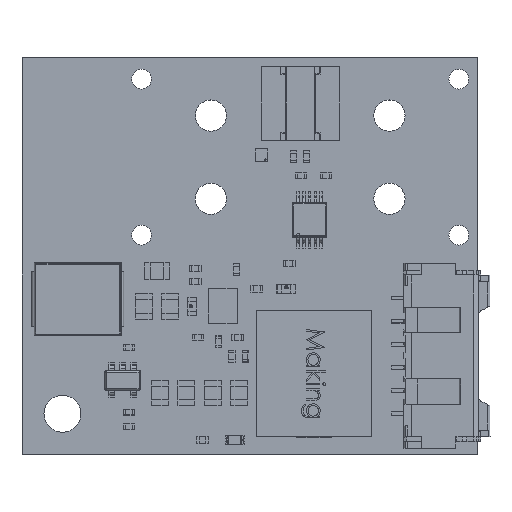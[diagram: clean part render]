
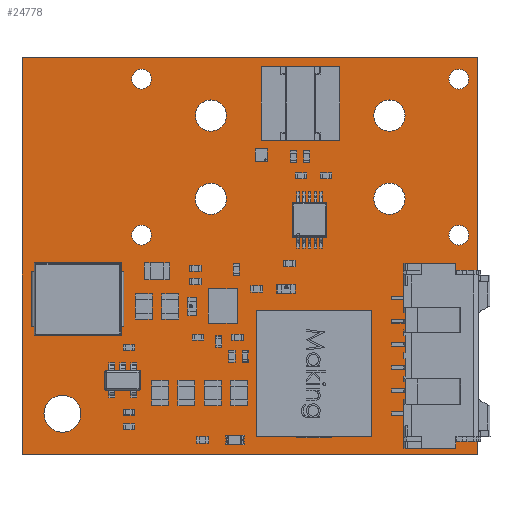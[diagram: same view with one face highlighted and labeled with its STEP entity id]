
A CAD part, top view. The second image highlights one B-rep face of the part: STEP entity #24778.
In plain terms, the highlighted planar face has unit normal (0, 0, 1).
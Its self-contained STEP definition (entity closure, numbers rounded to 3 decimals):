
#1156=FACE_BOUND('',#3239,.T.);
#1157=FACE_BOUND('',#3240,.T.);
#1158=FACE_BOUND('',#3241,.T.);
#1159=FACE_BOUND('',#3242,.T.);
#1160=FACE_BOUND('',#3243,.T.);
#1161=FACE_BOUND('',#3244,.T.);
#1162=FACE_BOUND('',#3245,.T.);
#1163=FACE_BOUND('',#3246,.T.);
#1164=FACE_BOUND('',#3247,.T.);
#1189=CIRCLE('',#26491,1.6);
#1191=CIRCLE('',#26494,0.85);
#1193=CIRCLE('',#26497,0.85);
#1195=CIRCLE('',#26500,1.35);
#1197=CIRCLE('',#26503,1.35);
#1199=CIRCLE('',#26506,0.85);
#1201=CIRCLE('',#26509,1.35);
#1203=CIRCLE('',#26512,1.35);
#1205=CIRCLE('',#26515,0.85);
#1822=FACE_OUTER_BOUND('',#3238,.T.);
#3238=EDGE_LOOP('',(#16589,#16590,#16591,#16592));
#3239=EDGE_LOOP('',(#16593));
#3240=EDGE_LOOP('',(#16594));
#3241=EDGE_LOOP('',(#16595));
#3242=EDGE_LOOP('',(#16596));
#3243=EDGE_LOOP('',(#16597));
#3244=EDGE_LOOP('',(#16598));
#3245=EDGE_LOOP('',(#16599));
#3246=EDGE_LOOP('',(#16600));
#3247=EDGE_LOOP('',(#16601));
#4665=LINE('',#35335,#7656);
#4668=LINE('',#35341,#7659);
#4671=LINE('',#35347,#7662);
#4674=LINE('',#35352,#7665);
#7656=VECTOR('',#28443,1.);
#7659=VECTOR('',#28448,1.);
#7662=VECTOR('',#28453,1.);
#7665=VECTOR('',#28458,1.);
#10647=VERTEX_POINT('',#35332);
#10648=VERTEX_POINT('',#35334);
#10650=VERTEX_POINT('',#35340);
#10652=VERTEX_POINT('',#35346);
#10654=VERTEX_POINT('',#35355);
#10656=VERTEX_POINT('',#35361);
#10658=VERTEX_POINT('',#35367);
#10660=VERTEX_POINT('',#35373);
#10662=VERTEX_POINT('',#35379);
#10664=VERTEX_POINT('',#35385);
#10666=VERTEX_POINT('',#35391);
#10668=VERTEX_POINT('',#35397);
#10670=VERTEX_POINT('',#35403);
#12920=EDGE_CURVE('',#10647,#10648,#4665,.T.);
#12923=EDGE_CURVE('',#10648,#10650,#4668,.T.);
#12926=EDGE_CURVE('',#10650,#10652,#4671,.T.);
#12929=EDGE_CURVE('',#10652,#10647,#4674,.T.);
#12931=EDGE_CURVE('',#10654,#10654,#1189,.T.);
#12934=EDGE_CURVE('',#10656,#10656,#1191,.T.);
#12937=EDGE_CURVE('',#10658,#10658,#1193,.T.);
#12940=EDGE_CURVE('',#10660,#10660,#1195,.T.);
#12943=EDGE_CURVE('',#10662,#10662,#1197,.T.);
#12946=EDGE_CURVE('',#10664,#10664,#1199,.T.);
#12949=EDGE_CURVE('',#10666,#10666,#1201,.T.);
#12952=EDGE_CURVE('',#10668,#10668,#1203,.T.);
#12955=EDGE_CURVE('',#10670,#10670,#1205,.T.);
#16589=ORIENTED_EDGE('',*,*,#12920,.F.);
#16590=ORIENTED_EDGE('',*,*,#12929,.F.);
#16591=ORIENTED_EDGE('',*,*,#12926,.F.);
#16592=ORIENTED_EDGE('',*,*,#12923,.F.);
#16593=ORIENTED_EDGE('',*,*,#12931,.F.);
#16594=ORIENTED_EDGE('',*,*,#12934,.F.);
#16595=ORIENTED_EDGE('',*,*,#12937,.F.);
#16596=ORIENTED_EDGE('',*,*,#12940,.F.);
#16597=ORIENTED_EDGE('',*,*,#12943,.F.);
#16598=ORIENTED_EDGE('',*,*,#12946,.F.);
#16599=ORIENTED_EDGE('',*,*,#12949,.F.);
#16600=ORIENTED_EDGE('',*,*,#12952,.F.);
#16601=ORIENTED_EDGE('',*,*,#12955,.F.);
#23738=PLANE('',#26518);
#24778=ADVANCED_FACE('',(#1822,#1156,#1157,#1158,#1159,#1160,#1161,#1162,
#1163,#1164),#23738,.F.);
#26491=AXIS2_PLACEMENT_3D('',#35356,#28462,#28463);
#26494=AXIS2_PLACEMENT_3D('',#35362,#28469,#28470);
#26497=AXIS2_PLACEMENT_3D('',#35368,#28476,#28477);
#26500=AXIS2_PLACEMENT_3D('',#35374,#28483,#28484);
#26503=AXIS2_PLACEMENT_3D('',#35380,#28490,#28491);
#26506=AXIS2_PLACEMENT_3D('',#35386,#28497,#28498);
#26509=AXIS2_PLACEMENT_3D('',#35392,#28504,#28505);
#26512=AXIS2_PLACEMENT_3D('',#35398,#28511,#28512);
#26515=AXIS2_PLACEMENT_3D('',#35404,#28518,#28519);
#26518=AXIS2_PLACEMENT_3D('',#35409,#28525,#28526);
#28443=DIRECTION('',(0.,1.,0.));
#28448=DIRECTION('',(1.,0.,0.));
#28453=DIRECTION('',(0.,-1.,0.));
#28458=DIRECTION('',(-1.,0.,0.));
#28462=DIRECTION('center_axis',(0.,0.,1.));
#28463=DIRECTION('ref_axis',(1.,0.,0.));
#28469=DIRECTION('center_axis',(0.,0.,1.));
#28470=DIRECTION('ref_axis',(1.,0.,0.));
#28476=DIRECTION('center_axis',(0.,0.,1.));
#28477=DIRECTION('ref_axis',(1.,0.,0.));
#28483=DIRECTION('center_axis',(0.,0.,1.));
#28484=DIRECTION('ref_axis',(1.,0.,0.));
#28490=DIRECTION('center_axis',(0.,0.,1.));
#28491=DIRECTION('ref_axis',(1.,0.,0.));
#28497=DIRECTION('center_axis',(0.,0.,1.));
#28498=DIRECTION('ref_axis',(1.,0.,0.));
#28504=DIRECTION('center_axis',(0.,0.,1.));
#28505=DIRECTION('ref_axis',(1.,0.,0.));
#28511=DIRECTION('center_axis',(0.,0.,1.));
#28512=DIRECTION('ref_axis',(1.,0.,0.));
#28518=DIRECTION('center_axis',(0.,0.,1.));
#28519=DIRECTION('ref_axis',(1.,0.,0.));
#28525=DIRECTION('center_axis',(0.,0.,-1.));
#28526=DIRECTION('ref_axis',(-1.,0.,0.));
#35332=CARTESIAN_POINT('',(0.,0.,1.608));
#35334=CARTESIAN_POINT('',(0.,34.3,1.608));
#35335=CARTESIAN_POINT('',(0.,0.,1.608));
#35340=CARTESIAN_POINT('',(39.4,34.3,1.608));
#35341=CARTESIAN_POINT('',(0.,34.3,1.608));
#35346=CARTESIAN_POINT('',(39.4,0.,1.608));
#35347=CARTESIAN_POINT('',(39.4,34.3,1.608));
#35352=CARTESIAN_POINT('',(39.4,0.,1.608));
#35355=CARTESIAN_POINT('',(1.9,3.5,1.608));
#35356=CARTESIAN_POINT('Origin',(3.5,3.5,1.608));
#35361=CARTESIAN_POINT('',(9.5,18.95,1.608));
#35362=CARTESIAN_POINT('Origin',(10.35,18.95,1.608));
#35367=CARTESIAN_POINT('',(9.5,32.45,1.608));
#35368=CARTESIAN_POINT('Origin',(10.35,32.45,1.608));
#35373=CARTESIAN_POINT('',(15.,29.3,1.608));
#35374=CARTESIAN_POINT('Origin',(16.35,29.3,1.608));
#35379=CARTESIAN_POINT('',(15.,22.1,1.608));
#35380=CARTESIAN_POINT('Origin',(16.35,22.1,1.608));
#35385=CARTESIAN_POINT('',(36.95,18.95,1.608));
#35386=CARTESIAN_POINT('Origin',(37.8,18.95,1.608));
#35391=CARTESIAN_POINT('',(30.45,22.1,1.608));
#35392=CARTESIAN_POINT('Origin',(31.8,22.1,1.608));
#35397=CARTESIAN_POINT('',(30.45,29.3,1.608));
#35398=CARTESIAN_POINT('Origin',(31.8,29.3,1.608));
#35403=CARTESIAN_POINT('',(36.95,32.45,1.608));
#35404=CARTESIAN_POINT('Origin',(37.8,32.45,1.608));
#35409=CARTESIAN_POINT('Origin',(19.7,17.15,1.608));
